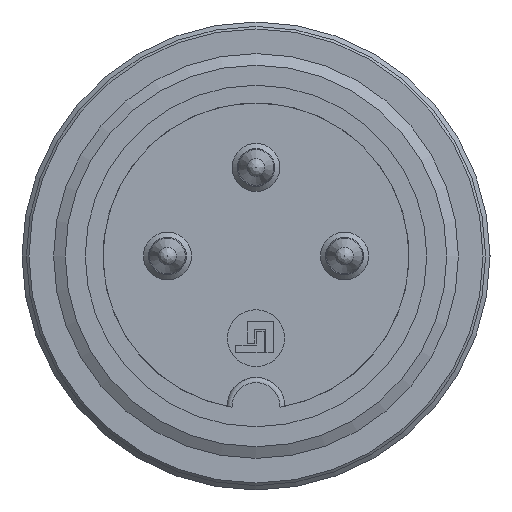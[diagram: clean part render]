
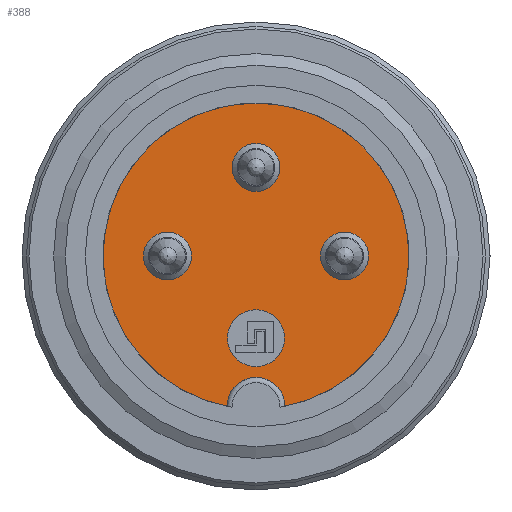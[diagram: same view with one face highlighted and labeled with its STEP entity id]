
A CAD part, left-side view. The second image highlights one B-rep face of the part: STEP entity #388.
In plain terms, the highlighted planar face has unit normal (-1, 0, 0).
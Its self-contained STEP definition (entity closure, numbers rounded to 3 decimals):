
#316=FACE_BOUND('',#558,.T.);
#317=FACE_BOUND('',#559,.T.);
#318=FACE_BOUND('',#560,.T.);
#319=FACE_BOUND('',#561,.T.);
#320=FACE_BOUND('',#562,.T.);
#388=ADVANCED_FACE('',(#316,#317,#318,#319,#320),#440,.T.);
#440=PLANE('',#1209);
#558=EDGE_LOOP('',(#732,#733));
#559=EDGE_LOOP('',(#734));
#560=EDGE_LOOP('',(#735));
#561=EDGE_LOOP('',(#736));
#562=EDGE_LOOP('',(#737));
#732=ORIENTED_EDGE('',*,*,#1004,.F.);
#733=ORIENTED_EDGE('',*,*,#1001,.T.);
#734=ORIENTED_EDGE('',*,*,#1021,.F.);
#735=ORIENTED_EDGE('',*,*,#1022,.F.);
#736=ORIENTED_EDGE('',*,*,#1023,.F.);
#737=ORIENTED_EDGE('',*,*,#1024,.T.);
#896=VERTEX_POINT('',#1726);
#900=VERTEX_POINT('',#1764);
#917=VERTEX_POINT('',#1808);
#918=VERTEX_POINT('',#1810);
#919=VERTEX_POINT('',#1812);
#920=VERTEX_POINT('',#1814);
#1001=EDGE_CURVE('',#896,#900,#1106,.T.);
#1004=EDGE_CURVE('',#896,#900,#1109,.T.);
#1021=EDGE_CURVE('',#917,#917,#1112,.T.);
#1022=EDGE_CURVE('',#918,#918,#1113,.T.);
#1023=EDGE_CURVE('',#919,#919,#1114,.T.);
#1024=EDGE_CURVE('',#920,#920,#1115,.T.);
#1106=CIRCLE('',#1193,6.05);
#1109=CIRCLE('',#1199,1.15);
#1112=CIRCLE('',#1205,0.945);
#1113=CIRCLE('',#1206,0.945);
#1114=CIRCLE('',#1207,0.945);
#1115=CIRCLE('',#1208,1.125);
#1193=AXIS2_PLACEMENT_3D('',#1765,#1388,#1389);
#1199=AXIS2_PLACEMENT_3D('',#1772,#1400,#1401);
#1205=AXIS2_PLACEMENT_3D('',#1807,#1426,#1427);
#1206=AXIS2_PLACEMENT_3D('',#1809,#1428,#1429);
#1207=AXIS2_PLACEMENT_3D('',#1811,#1430,#1431);
#1208=AXIS2_PLACEMENT_3D('',#1813,#1432,#1433);
#1209=AXIS2_PLACEMENT_3D('',#1815,#1434,#1435);
#1388=DIRECTION('',(-1.,0.,0.));
#1389=DIRECTION('',(0.,0.,-1.));
#1400=DIRECTION('',(-1.,0.,0.));
#1401=DIRECTION('',(0.,0.,1.));
#1426=DIRECTION('',(-1.,0.,0.));
#1427=DIRECTION('',(0.,0.,1.));
#1428=DIRECTION('',(-1.,0.,0.));
#1429=DIRECTION('',(0.,0.,1.));
#1430=DIRECTION('',(-1.,0.,0.));
#1431=DIRECTION('',(0.,0.,1.));
#1432=DIRECTION('',(1.,0.,0.));
#1433=DIRECTION('',(0.,0.,-1.));
#1434=DIRECTION('',(-1.,0.,0.));
#1435=DIRECTION('',(0.,0.,1.));
#1726=CARTESIAN_POINT('',(0.,-1.15,-5.94));
#1764=CARTESIAN_POINT('',(0.,1.15,-5.94));
#1765=CARTESIAN_POINT('',(0.,0.,0.));
#1772=CARTESIAN_POINT('',(0.,0.,-5.95));
#1807=CARTESIAN_POINT('',(0.,0.,3.5));
#1808=CARTESIAN_POINT('',(0.,0.,4.445));
#1809=CARTESIAN_POINT('',(0.,-3.5,0.));
#1810=CARTESIAN_POINT('',(0.,-3.5,0.945));
#1811=CARTESIAN_POINT('',(0.,3.5,0.));
#1812=CARTESIAN_POINT('',(0.,3.5,0.945));
#1813=CARTESIAN_POINT('',(0.,0.,-3.25));
#1814=CARTESIAN_POINT('',(0.,0.,-4.375));
#1815=CARTESIAN_POINT('',(0.,0.,0.));
